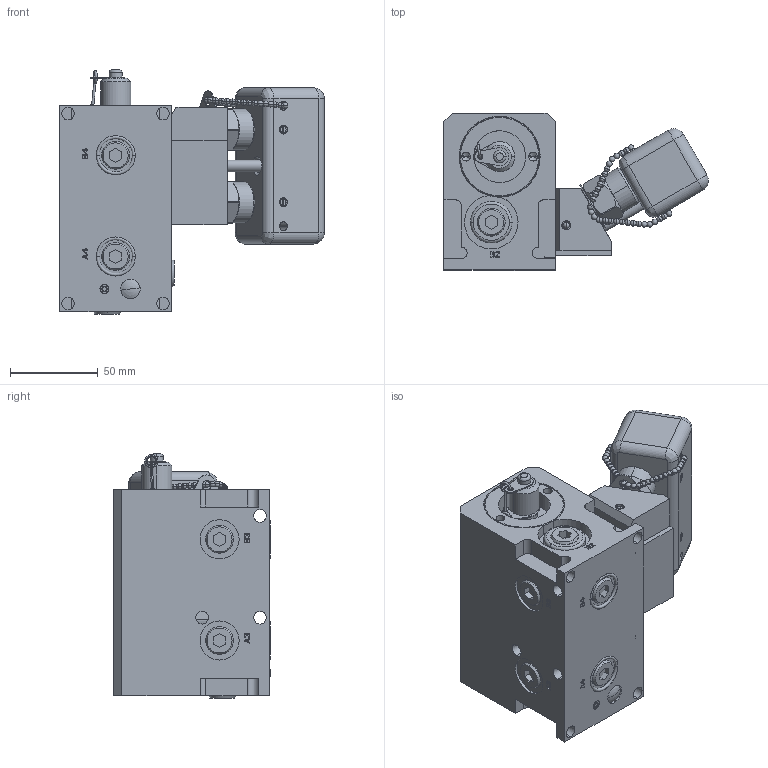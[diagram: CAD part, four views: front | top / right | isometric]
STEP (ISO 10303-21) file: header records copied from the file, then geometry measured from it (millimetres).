
FILE_DESCRIPTION((''),'2;1');
FILE_NAME('ILC56000542','2020-04-16T',('npeters'),(''),'PRO/ENGINEER BY PARAMETRIC TECHNOLOGY CORPORATION, 2013320','PRO/ENGINEER BY PARAMETRIC TECHNOLOGY CORPORATION, 2013320','');
FILE_SCHEMA(('AUTOMOTIVE_DESIGN { 1 0 10303 214 1 1 1 1 }'));
Length unit declared in the file: inch
Products named in the file (3): ILC56000542_PD; ILC56000542_COVER; ILC56000542
Assembly tree (2 placements, depth 2):
  ILC56000542
    ILC56000542_PD
    ILC56000542_COVER
Bounding box: 150.6 x 89.28 x 138.77 mm (x, y, z)
Volume: 716707.6 mm3; surface area: 109898.3 mm2
Topology: 3 solids, 52 shells, 1400 faces, 3543 edges, 2176 vertices
Faces by surface type: plane 774, cylinder 232, cone 182, sphere 138, torus 70, bspline 4
Entity records: 43838 total; most frequent: CARTESIAN_POINT 10175, DIRECTION 7069, ORIENTED_EDGE 6726, EDGE_CURVE 3367, AXIS2_PLACEMENT_3D 2421, VECTOR 2227, LINE 2227, VERTEX_POINT 2176
